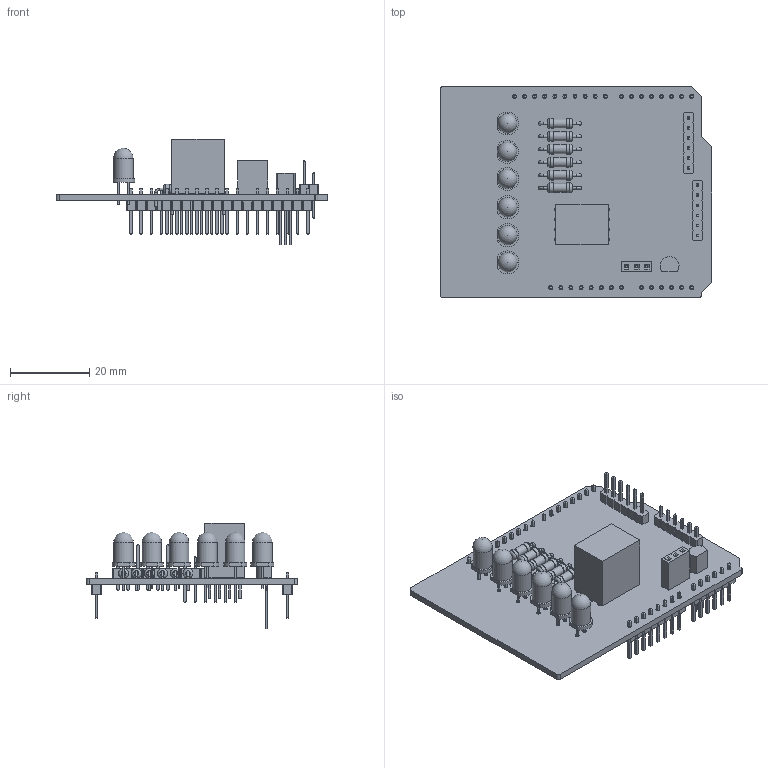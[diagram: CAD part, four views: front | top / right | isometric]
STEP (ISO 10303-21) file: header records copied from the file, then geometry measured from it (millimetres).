
FILE_DESCRIPTION(('KiCad electronic assembly'),'2;1');
FILE_NAME('Final_Project_PCB.step','2025-03-14T07:32:41',('Pcbnew'),( 'Kicad'),'Open CASCADE STEP processor 7.8','KiCad to STEP converter' ,'Unknown');
FILE_SCHEMA(('AUTOMOTIVE_DESIGN { 1 0 10303 214 1 1 1 1 }'));
Length unit declared in the file: millimetre
Products named in the file (18): Final_Project_PCB 1; PinHeader_1x08_P2.54mm_Vertical; PinHeader_1x08_P254mm_Vertical; PinHeader_1x06_P2.54mm_Vertical; PinHeader_1x06_P254mm_Vertical; PinHeader_1x10_P2.54mm_Vertical; PinHeader_1x10_P254mm_Vertical; LED_D5.0mm; TMP36GT9; TMP36GT9Z; PinSocket_1x03_P2.54mm_Vertical; R_Axial_DIN0207_L6.3mm_D2.5mm_P10.16mm_Horizontal; R_Axial_DIN0207_L63mm_D25mm_P1016mm_Horizontal; SSCDANV015PAAA5; ASSEMBLY; Final_Project_PCB_PCB
Assembly tree (30 placements, depth 3):
  Final_Project_PCB 1
    PinHeader_1x08_P2.54mm_Vertical  x2
      PinHeader_1x08_P254mm_Vertical
    PinHeader_1x06_P2.54mm_Vertical  x3
      PinHeader_1x06_P254mm_Vertical
    PinHeader_1x10_P2.54mm_Vertical
      PinHeader_1x10_P254mm_Vertical
    LED_D5.0mm  x6
      LED_D5.0mm
    TMP36GT9
      TMP36GT9Z
    PinSocket_1x03_P2.54mm_Vertical
      PinSocket_1x03_P2.54mm_Vertical
    R_Axial_DIN0207_L6.3mm_D2.5mm_P10.16mm_Horizontal  x6
      R_Axial_DIN0207_L63mm_D25mm_P1016mm_Horizontal
    SSCDANV015PAAA5
      ASSEMBLY
    Final_Project_PCB_PCB
Bounding box: 68.58 x 53.34 x 26.55 mm (x, y, z)
Volume: 9834.2 mm3; surface area: 13702.6 mm2
Topology: 89 solids, 89 shells, 1688 faces, 3734 edges, 2354 vertices
Faces by surface type: plane 1453, cylinder 205, torus 24, sphere 6
Full cylindrical faces by diameter (mm): 0.6 x24, 0.613 x64, 0.8 x12, 0.813 x8, 0.9 x15, 1 x41, 1.016 x6, 2.25 x6, 2.5 x12, 4.9 x6
Entity records: 33197 total; most frequent: CARTESIAN_POINT 4734, DIRECTION 4696, ORIENTED_EDGE 4490, EDGE_CURVE 2245, LINE 1918, VECTOR 1918, VERTEX_POINT 1427, AXIS2_PLACEMENT_3D 1389
